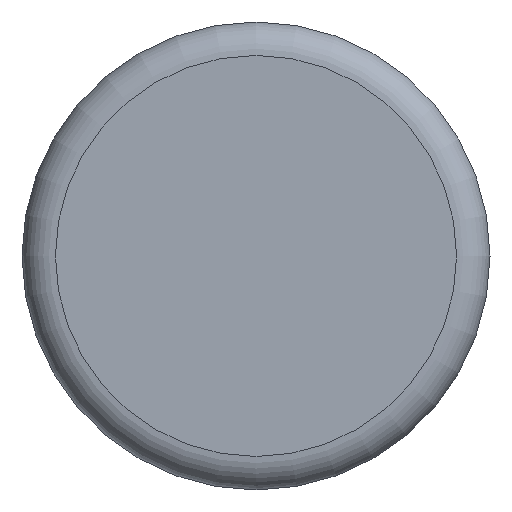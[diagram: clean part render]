
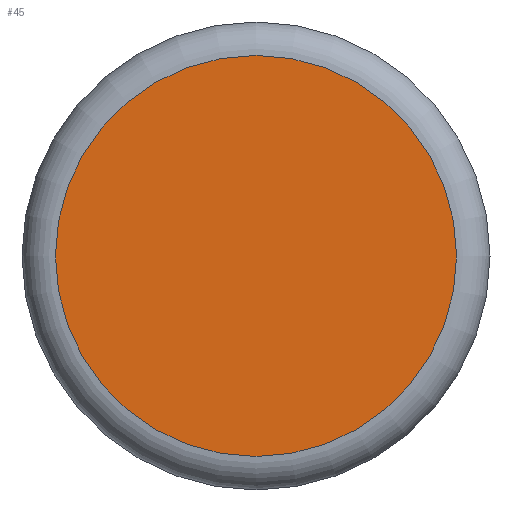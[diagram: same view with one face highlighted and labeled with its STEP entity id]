
A CAD part, top view. The second image highlights one B-rep face of the part: STEP entity #45.
In plain terms, the highlighted planar face has unit normal (0, 0, 1).
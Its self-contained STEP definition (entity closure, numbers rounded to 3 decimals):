
#45 = ADVANCED_FACE( '', ( #97 ), #98, .T. );
#97 = FACE_OUTER_BOUND( '', #162, .T. );
#98 = PLANE( '', #163 );
#162 = EDGE_LOOP( '', ( #227 ) );
#163 = AXIS2_PLACEMENT_3D( '', #228, #229, #230 );
#227 = ORIENTED_EDGE( '', *, *, #298, .T. );
#228 = CARTESIAN_POINT( '', ( 0., 0., 42.5 ) );
#229 = DIRECTION( '', ( 0., 0., 1. ) );
#230 = DIRECTION( '', ( 1., 0., 0. ) );
#298 = EDGE_CURVE( '', #328, #328, #329, .T. );
#328 = VERTEX_POINT( '', #369 );
#329 = CIRCLE( '', #370, 11.986 );
#369 = CARTESIAN_POINT( '', ( 11.986, 0., 42.5 ) );
#370 = AXIS2_PLACEMENT_3D( '', #410, #411, #412 );
#410 = CARTESIAN_POINT( '', ( 0., 0., 42.5 ) );
#411 = DIRECTION( '', ( 0., 0., 1. ) );
#412 = DIRECTION( '', ( 1., 0., 0. ) );
